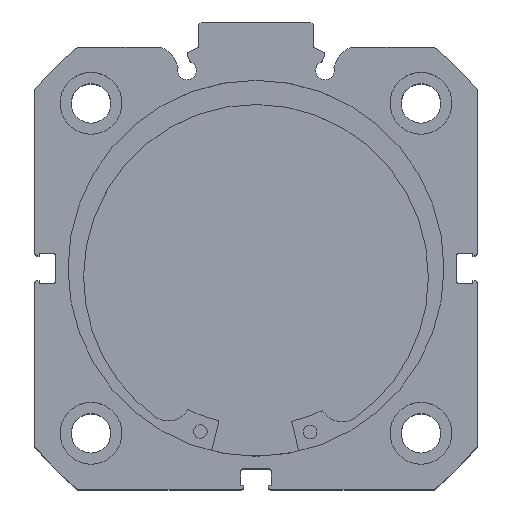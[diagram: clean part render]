
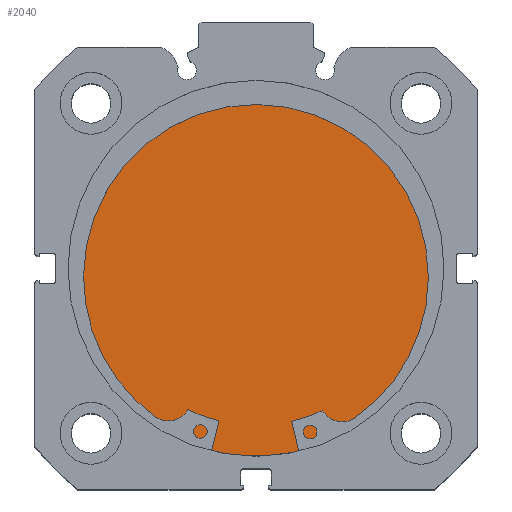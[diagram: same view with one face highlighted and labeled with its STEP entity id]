
A CAD part, top view. The second image highlights one B-rep face of the part: STEP entity #2040.
In plain terms, the highlighted face is planar.
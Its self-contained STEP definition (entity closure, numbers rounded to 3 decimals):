
#529 = VERTEX_POINT ( 'NONE', #3300 ) ;
#534 = VERTEX_POINT ( 'NONE', #3145 ) ;
#1247 = ORIENTED_EDGE ( 'NONE', *, *, #2591, .F. ) ;
#1248 = ORIENTED_EDGE ( 'NONE', *, *, #2549, .F. ) ;
#1507 = FACE_OUTER_BOUND ( 'NONE', #6622, .T. ) ;
#2040 = ADVANCED_FACE ( 'NONE', ( #1507 ), #4430, .F. ) ;
#2549 = EDGE_CURVE ( 'NONE', #529, #534, #6272, .T. ) ;
#2591 = EDGE_CURVE ( 'NONE', #534, #529, #6331, .T. ) ;
#2725 = AXIS2_PLACEMENT_3D ( 'NONE', #4424, #4362, #4364 ) ;
#3065 = AXIS2_PLACEMENT_3D ( 'NONE', #5534, #5536, #5537 ) ;
#3093 = AXIS2_PLACEMENT_3D ( 'NONE', #5636, #5646, #5647 ) ;
#3145 = CARTESIAN_POINT ( 'NONE',  ( 12., 0., -41. ) ) ;
#3300 = CARTESIAN_POINT ( 'NONE',  ( 12., 0., 41. ) ) ;
#4362 = DIRECTION ( 'NONE',  ( -1., 0., 0. ) ) ;
#4364 = DIRECTION ( 'NONE',  ( 0., 0., 1. ) ) ;
#4424 = CARTESIAN_POINT ( 'NONE',  ( 12., 41., 0. ) ) ;
#4430 = PLANE ( 'NONE',  #2725 ) ;
#5534 = CARTESIAN_POINT ( 'NONE',  ( 12., 0., 0. ) ) ;
#5536 = DIRECTION ( 'NONE',  ( -1., 0., 0. ) ) ;
#5537 = DIRECTION ( 'NONE',  ( 0., 0., 1. ) ) ;
#5636 = CARTESIAN_POINT ( 'NONE',  ( 12., 0., 0. ) ) ;
#5646 = DIRECTION ( 'NONE',  ( -1., 0., 0. ) ) ;
#5647 = DIRECTION ( 'NONE',  ( 0., 0., 1. ) ) ;
#6272 = CIRCLE ( 'NONE', #3065, 41. ) ;
#6331 = CIRCLE ( 'NONE', #3093, 41. ) ;
#6622 = EDGE_LOOP ( 'NONE', ( #1248, #1247 ) ) ;
